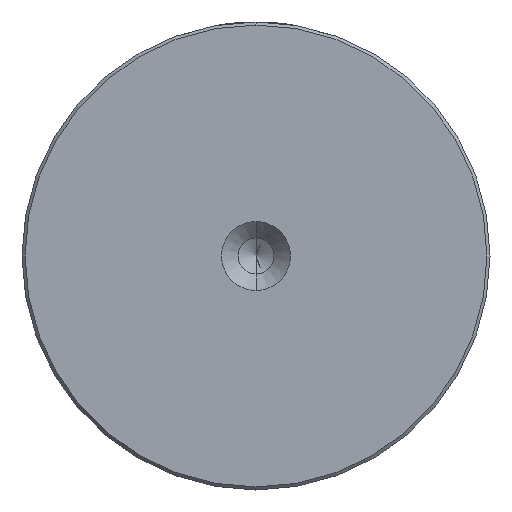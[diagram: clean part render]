
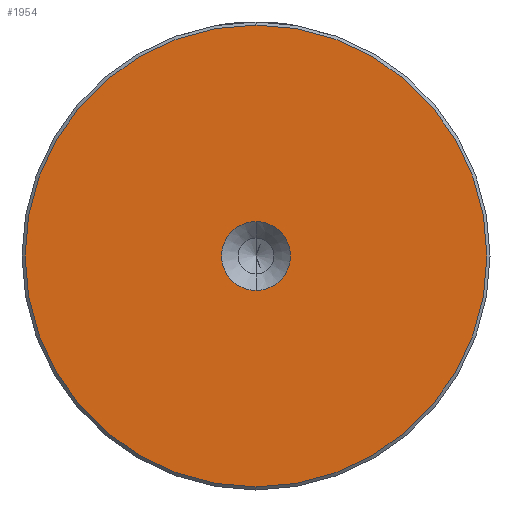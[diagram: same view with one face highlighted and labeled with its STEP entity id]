
A CAD part, left-side view. The second image highlights one B-rep face of the part: STEP entity #1954.
In plain terms, the highlighted planar face has unit normal (-1, 0, 0).
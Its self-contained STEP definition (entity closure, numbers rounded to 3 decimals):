
#9 = VERTEX_POINT ( 'NONE', #483 ) ;
#15 = AXIS2_PLACEMENT_3D ( 'NONE', #609, #1977, #815 ) ;
#66 = AXIS2_PLACEMENT_3D ( 'NONE', #1644, #482, #1855 ) ;
#300 = CARTESIAN_POINT ( 'NONE',  ( 0., 0., 5.6 ) ) ;
#330 = EDGE_LOOP ( 'NONE', ( #2324, #1244 ) ) ;
#354 = DIRECTION ( 'NONE',  ( 0., 0., 1. ) ) ;
#362 = DIRECTION ( 'NONE',  ( -1., 0., 0. ) ) ;
#382 = AXIS2_PLACEMENT_3D ( 'NONE', #725, #1889, #1122 ) ;
#406 = DIRECTION ( 'NONE',  ( -1., 0., 0. ) ) ;
#482 = DIRECTION ( 'NONE',  ( -1., 0., 0. ) ) ;
#483 = CARTESIAN_POINT ( 'NONE',  ( 0., 0., -5.6 ) ) ;
#488 = ORIENTED_EDGE ( 'NONE', *, *, #809, .T. ) ;
#562 = CARTESIAN_POINT ( 'NONE',  ( 0., 0., 0. ) ) ;
#609 = CARTESIAN_POINT ( 'NONE',  ( 0., 0., 0. ) ) ;
#725 = CARTESIAN_POINT ( 'NONE',  ( 0., 0., 0. ) ) ;
#783 = AXIS2_PLACEMENT_3D ( 'NONE', #562, #362, #354 ) ;
#798 = CIRCLE ( 'NONE', #15, 5.6 ) ;
#809 = EDGE_CURVE ( 'NONE', #1493, #2002, #1763, .T. ) ;
#815 = DIRECTION ( 'NONE',  ( 0., 0., 1. ) ) ;
#904 = EDGE_LOOP ( 'NONE', ( #1274, #488 ) ) ;
#957 = FACE_BOUND ( 'NONE', #330, .T. ) ;
#1122 = DIRECTION ( 'NONE',  ( 0., 0., 1. ) ) ;
#1244 = ORIENTED_EDGE ( 'NONE', *, *, #1457, .F. ) ;
#1274 = ORIENTED_EDGE ( 'NONE', *, *, #2352, .T. ) ;
#1457 = EDGE_CURVE ( 'NONE', #9, #1527, #1511, .T. ) ;
#1493 = VERTEX_POINT ( 'NONE', #2426 ) ;
#1511 = CIRCLE ( 'NONE', #66, 5.6 ) ;
#1527 = VERTEX_POINT ( 'NONE', #300 ) ;
#1570 = CARTESIAN_POINT ( 'NONE',  ( 0., 0., 0. ) ) ;
#1644 = CARTESIAN_POINT ( 'NONE',  ( 0., 0., 0. ) ) ;
#1747 = EDGE_CURVE ( 'NONE', #1527, #9, #798, .T. ) ;
#1763 = CIRCLE ( 'NONE', #783, 37.5 ) ;
#1775 = DIRECTION ( 'NONE',  ( 0., 0., 1. ) ) ;
#1855 = DIRECTION ( 'NONE',  ( 0., 0., 1. ) ) ;
#1889 = DIRECTION ( 'NONE',  ( -1., 0., 0. ) ) ;
#1954 = ADVANCED_FACE ( 'NONE', ( #2353, #957 ), #2273, .T. ) ;
#1977 = DIRECTION ( 'NONE',  ( -1., 0., 0. ) ) ;
#2002 = VERTEX_POINT ( 'NONE', #2415 ) ;
#2273 = PLANE ( 'NONE',  #382 ) ;
#2324 = ORIENTED_EDGE ( 'NONE', *, *, #1747, .F. ) ;
#2352 = EDGE_CURVE ( 'NONE', #2002, #1493, #2525, .T. ) ;
#2353 = FACE_OUTER_BOUND ( 'NONE', #904, .T. ) ;
#2414 = AXIS2_PLACEMENT_3D ( 'NONE', #1570, #406, #1775 ) ;
#2415 = CARTESIAN_POINT ( 'NONE',  ( 0., 0., -37.5 ) ) ;
#2426 = CARTESIAN_POINT ( 'NONE',  ( 0., 0., 37.5 ) ) ;
#2525 = CIRCLE ( 'NONE', #2414, 37.5 ) ;
